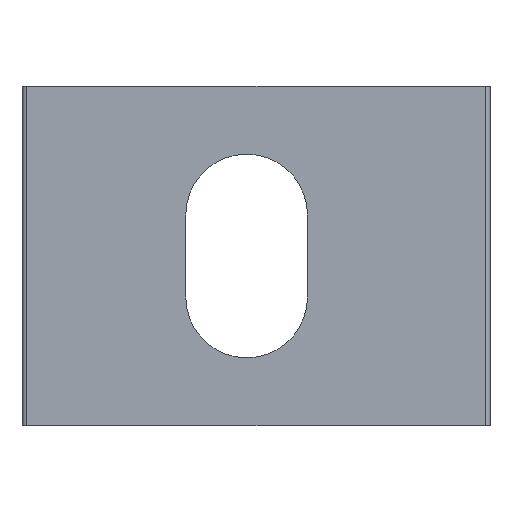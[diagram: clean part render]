
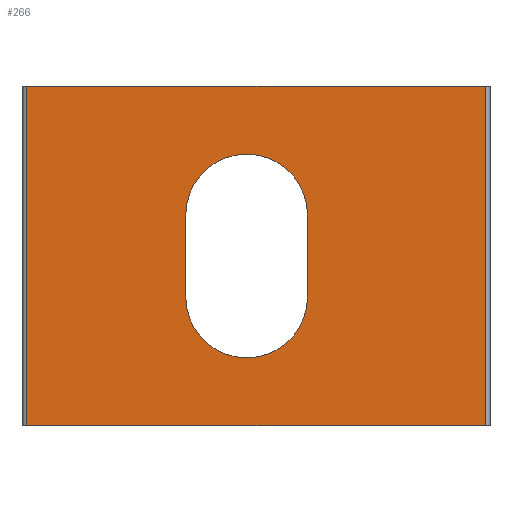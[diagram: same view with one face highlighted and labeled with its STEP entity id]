
A CAD part, front view. The second image highlights one B-rep face of the part: STEP entity #266.
In plain terms, the highlighted planar face has unit normal (0, -1, 0).
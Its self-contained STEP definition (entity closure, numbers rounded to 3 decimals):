
#7 = ORIENTED_EDGE ( 'NONE', *, *, #492, .T. ) ;
#18 = VERTEX_POINT ( 'NONE', #132 ) ;
#26 = CARTESIAN_POINT ( 'NONE',  ( -7.8, 0., -5.5 ) ) ;
#42 = CIRCLE ( 'NONE', #321, 2.6 ) ;
#51 = LINE ( 'NONE', #509, #283 ) ;
#71 = VERTEX_POINT ( 'NONE', #254 ) ;
#73 = ORIENTED_EDGE ( 'NONE', *, *, #213, .F. ) ;
#113 = EDGE_CURVE ( 'NONE', #290, #600, #204, .T. ) ;
#121 = CARTESIAN_POINT ( 'NONE',  ( -0.2, 0., 0. ) ) ;
#132 = CARTESIAN_POINT ( 'NONE',  ( -13., 0., -5.5 ) ) ;
#134 = CARTESIAN_POINT ( 'NONE',  ( -19.8, 0., 0. ) ) ;
#146 = VERTEX_POINT ( 'NONE', #26 ) ;
#149 = VECTOR ( 'NONE', #494, 1000. ) ;
#170 = LINE ( 'NONE', #480, #749 ) ;
#175 = CARTESIAN_POINT ( 'NONE',  ( 0., 0., -14.5 ) ) ;
#182 = CARTESIAN_POINT ( 'NONE',  ( -10.4, 0., -5.5 ) ) ;
#187 = CARTESIAN_POINT ( 'NONE',  ( -10.4, 0., -5.5 ) ) ;
#193 = ORIENTED_EDGE ( 'NONE', *, *, #113, .T. ) ;
#199 = VECTOR ( 'NONE', #632, 1000. ) ;
#204 = LINE ( 'NONE', #489, #149 ) ;
#210 = LINE ( 'NONE', #392, #199 ) ;
#213 = EDGE_CURVE ( 'NONE', #242, #432, #210, .T. ) ;
#226 = DIRECTION ( 'NONE',  ( 0., 1., 0. ) ) ;
#232 = FACE_OUTER_BOUND ( 'NONE', #470, .T. ) ;
#242 = VERTEX_POINT ( 'NONE', #134 ) ;
#254 = CARTESIAN_POINT ( 'NONE',  ( -7.8, 0., -9. ) ) ;
#266 = ADVANCED_FACE ( 'NONE', ( #352, #232 ), #700, .T. ) ;
#278 = EDGE_CURVE ( 'NONE', #600, #432, #472, .T. ) ;
#279 = DIRECTION ( 'NONE',  ( 0., 0., 1. ) ) ;
#283 = VECTOR ( 'NONE', #455, 1000. ) ;
#290 = VERTEX_POINT ( 'NONE', #611 ) ;
#292 = LINE ( 'NONE', #648, #514 ) ;
#299 = DIRECTION ( 'NONE',  ( 0., 1., 0. ) ) ;
#305 = ORIENTED_EDGE ( 'NONE', *, *, #386, .T. ) ;
#311 = ORIENTED_EDGE ( 'NONE', *, *, #658, .T. ) ;
#315 = ORIENTED_EDGE ( 'NONE', *, *, #278, .T. ) ;
#321 = AXIS2_PLACEMENT_3D ( 'NONE', #187, #348, #753 ) ;
#348 = DIRECTION ( 'NONE',  ( 0., 1., 0. ) ) ;
#349 = DIRECTION ( 'NONE',  ( 0., 0., -1. ) ) ;
#352 = FACE_BOUND ( 'NONE', #609, .T. ) ;
#356 = VECTOR ( 'NONE', #434, 1000. ) ;
#366 = ORIENTED_EDGE ( 'NONE', *, *, #501, .T. ) ;
#386 = EDGE_CURVE ( 'NONE', #146, #71, #51, .T. ) ;
#389 = AXIS2_PLACEMENT_3D ( 'NONE', #175, #644, #349 ) ;
#391 = AXIS2_PLACEMENT_3D ( 'NONE', #464, #226, #279 ) ;
#392 = CARTESIAN_POINT ( 'NONE',  ( 0., 0., 0. ) ) ;
#413 = VERTEX_POINT ( 'NONE', #742 ) ;
#415 = CIRCLE ( 'NONE', #629, 2.6 ) ;
#418 = EDGE_CURVE ( 'NONE', #242, #290, #170, .T. ) ;
#429 = CIRCLE ( 'NONE', #391, 2.6 ) ;
#432 = VERTEX_POINT ( 'NONE', #121 ) ;
#434 = DIRECTION ( 'NONE',  ( 0., 0., 1. ) ) ;
#448 = EDGE_CURVE ( 'NONE', #515, #146, #415, .T. ) ;
#455 = DIRECTION ( 'NONE',  ( 0., 0., -1. ) ) ;
#464 = CARTESIAN_POINT ( 'NONE',  ( -10.4, 0., -9. ) ) ;
#470 = EDGE_LOOP ( 'NONE', ( #193, #315, #73, #598 ) ) ;
#472 = LINE ( 'NONE', #674, #356 ) ;
#480 = CARTESIAN_POINT ( 'NONE',  ( -19.8, 0., -14.5 ) ) ;
#489 = CARTESIAN_POINT ( 'NONE',  ( 0., 0., -14.5 ) ) ;
#492 = EDGE_CURVE ( 'NONE', #18, #515, #42, .T. ) ;
#494 = DIRECTION ( 'NONE',  ( 1., 0., 0. ) ) ;
#501 = EDGE_CURVE ( 'NONE', #413, #18, #292, .T. ) ;
#504 = CARTESIAN_POINT ( 'NONE',  ( -0.2, 0., -14.5 ) ) ;
#509 = CARTESIAN_POINT ( 'NONE',  ( -7.8, 0., -9. ) ) ;
#514 = VECTOR ( 'NONE', #524, 1000. ) ;
#515 = VERTEX_POINT ( 'NONE', #533 ) ;
#521 = ORIENTED_EDGE ( 'NONE', *, *, #448, .T. ) ;
#524 = DIRECTION ( 'NONE',  ( 0., 0., 1. ) ) ;
#533 = CARTESIAN_POINT ( 'NONE',  ( -10.4, 0., -2.9 ) ) ;
#593 = DIRECTION ( 'NONE',  ( 0., 0., 1. ) ) ;
#598 = ORIENTED_EDGE ( 'NONE', *, *, #418, .T. ) ;
#600 = VERTEX_POINT ( 'NONE', #504 ) ;
#609 = EDGE_LOOP ( 'NONE', ( #311, #366, #7, #521, #305 ) ) ;
#611 = CARTESIAN_POINT ( 'NONE',  ( -19.8, 0., -14.5 ) ) ;
#629 = AXIS2_PLACEMENT_3D ( 'NONE', #182, #299, #593 ) ;
#632 = DIRECTION ( 'NONE',  ( 1., 0., 0. ) ) ;
#644 = DIRECTION ( 'NONE',  ( 0., -1., 0. ) ) ;
#648 = CARTESIAN_POINT ( 'NONE',  ( -13., 0., -9. ) ) ;
#658 = EDGE_CURVE ( 'NONE', #71, #413, #429, .T. ) ;
#674 = CARTESIAN_POINT ( 'NONE',  ( -0.2, 0., -14.5 ) ) ;
#700 = PLANE ( 'NONE',  #389 ) ;
#742 = CARTESIAN_POINT ( 'NONE',  ( -13., 0., -9. ) ) ;
#749 = VECTOR ( 'NONE', #755, 1000. ) ;
#753 = DIRECTION ( 'NONE',  ( 0., 0., 1. ) ) ;
#755 = DIRECTION ( 'NONE',  ( 0., 0., -1. ) ) ;
